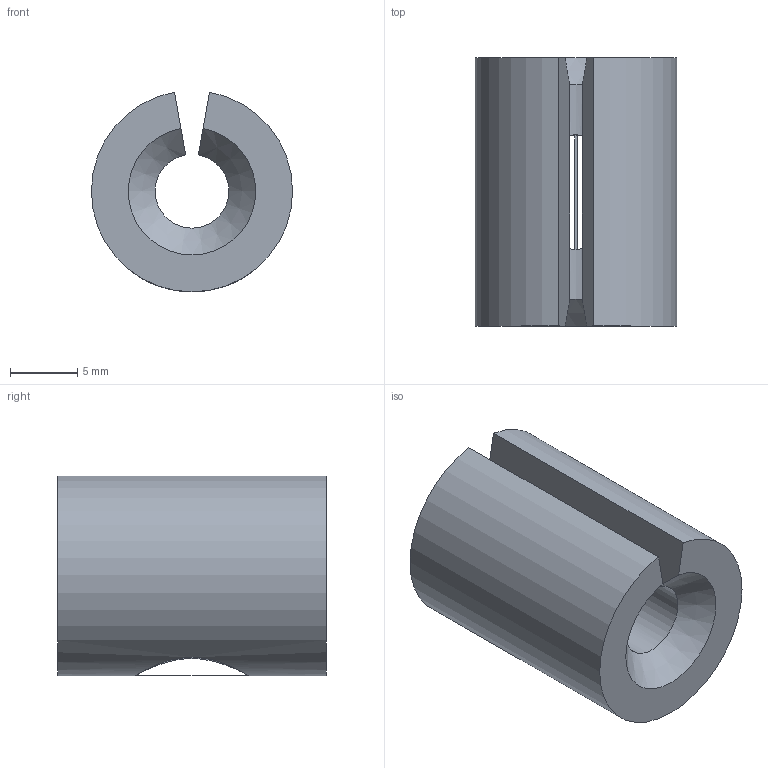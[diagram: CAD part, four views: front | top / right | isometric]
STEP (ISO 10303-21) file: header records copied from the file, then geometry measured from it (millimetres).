
FILE_DESCRIPTION(/* description */ (''),/* implementation_level */ '2;1');
FILE_NAME(/* name */ 'TO-18 Mount (No Screw) v2.step',/* time_stamp */ '2025-08-01T20:44:29-04:00',/* author */ (''),/* organization */ (''),/* preprocessor_version */ 'ST-DEVELOPER v20.1',/* originating_system */ 'Autodesk Translation Framework v14.10.0.0',/* authorisation */ '');
FILE_SCHEMA (('AUTOMOTIVE_DESIGN { 1 0 10303 214 3 1 1 }'));
Length unit declared in the file: millimetre
Products named in the file (1): TO-18 Mount (No Screw)
Bounding box: 15 x 20 x 14.89 mm (x, y, z)
Volume: 2544 mm3; surface area: 1736.2 mm2
Topology: 1 solids, 1 shells, 12 faces, 33 edges, 22 vertices
Faces by surface type: plane 7, cylinder 3, cone 2
Full cylindrical faces by diameter (mm): 8.526 x1
Entity records: 472 total; most frequent: CARTESIAN_POINT 121, ORIENTED_EDGE 66, DIRECTION 65, EDGE_CURVE 33, AXIS2_PLACEMENT_3D 24, VERTEX_POINT 22, LINE 17, VECTOR 17
